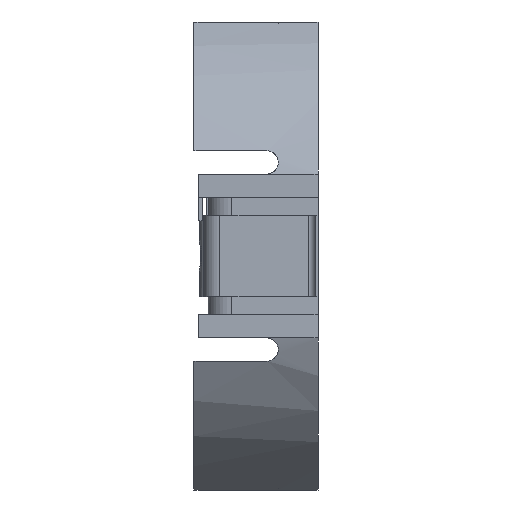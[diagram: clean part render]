
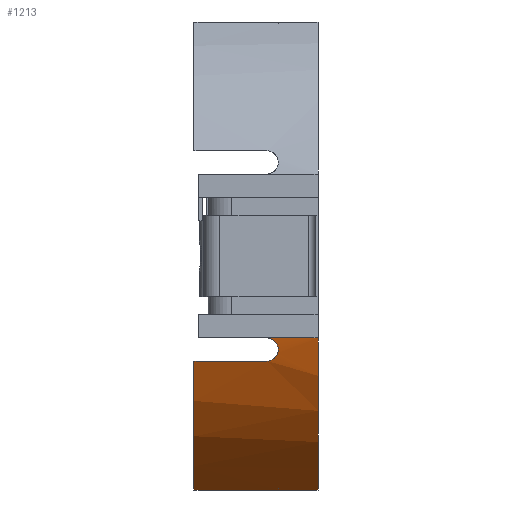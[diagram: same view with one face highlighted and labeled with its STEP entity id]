
A CAD part, left-side view. The second image highlights one B-rep face of the part: STEP entity #1213.
In plain terms, the highlighted cylindrical face has radius 11.2 mm (diameter 22.4 mm), a partial arc.
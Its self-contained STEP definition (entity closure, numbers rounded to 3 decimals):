
#474 = VERTEX_POINT ( 'NONE', #6568 ) ;
#476 = EDGE_CURVE ( 'NONE', #758, #474, #6567, .T. ) ;
#758 = VERTEX_POINT ( 'NONE', #7114 ) ;
#760 = EDGE_CURVE ( 'NONE', #761, #758, #7113, .T. ) ;
#761 = VERTEX_POINT ( 'NONE', #7108 ) ;
#780 = VERTEX_POINT ( 'NONE', #7085 ) ;
#831 = EDGE_CURVE ( 'NONE', #780, #761, #7473, .T. ) ;
#955 = EDGE_CURVE ( 'NONE', #956, #780, #6932, .T. ) ;
#956 = VERTEX_POINT ( 'NONE', #7563 ) ;
#1134 = VERTEX_POINT ( 'NONE', #3562 ) ;
#1135 = ORIENTED_EDGE ( 'NONE', *, *, #1152, .T. ) ;
#1136 = ORIENTED_EDGE ( 'NONE', *, *, #1148, .T. ) ;
#1145 = ORIENTED_EDGE ( 'NONE', *, *, #955, .T. ) ;
#1147 = ORIENTED_EDGE ( 'NONE', *, *, #831, .T. ) ;
#1148 = EDGE_CURVE ( 'NONE', #1379, #1134, #3550, .T. ) ;
#1149 = ORIENTED_EDGE ( 'NONE', *, *, #760, .T. ) ;
#1150 = ORIENTED_EDGE ( 'NONE', *, *, #476, .T. ) ;
#1152 = EDGE_CURVE ( 'NONE', #1134, #956, #3546, .T. ) ;
#1201 = ORIENTED_EDGE ( 'NONE', *, *, #1381, .T. ) ;
#1213 = ADVANCED_FACE ( 'NONE', ( #3455 ), #3454, .T. ) ;
#1214 = EDGE_LOOP ( 'NONE', ( #1136, #1135, #1145, #1147, #1149, #1150, #1201 ) ) ;
#1379 = VERTEX_POINT ( 'NONE', #1964 ) ;
#1381 = EDGE_CURVE ( 'NONE', #474, #1379, #1963, .T. ) ;
#1960 = DIRECTION ( 'NONE',  ( 0., -1., 0. ) ) ;
#1961 = VECTOR ( 'NONE', #1960, 1000. ) ;
#1962 = CARTESIAN_POINT ( 'NONE',  ( -5.044, 5.3, -10. ) ) ;
#1963 = LINE ( 'NONE', #1962, #1961 ) ;
#1964 = CARTESIAN_POINT ( 'NONE',  ( -5.044, 0., -10. ) ) ;
#3450 = DIRECTION ( 'NONE',  ( 0., 0., -1. ) ) ;
#3451 = DIRECTION ( 'NONE',  ( 0., -1., 0. ) ) ;
#3452 = CARTESIAN_POINT ( 'NONE',  ( 0., 5.3, 0. ) ) ;
#3453 = AXIS2_PLACEMENT_3D ( 'NONE', #3452, #3451, #3450 ) ;
#3454 = CYLINDRICAL_SURFACE ( 'NONE', #3453, 11.2 ) ;
#3455 = FACE_OUTER_BOUND ( 'NONE', #1214, .T. ) ;
#3543 = DIRECTION ( 'NONE',  ( 0., 1., 0. ) ) ;
#3544 = VECTOR ( 'NONE', #3543, 1000. ) ;
#3545 = CARTESIAN_POINT ( 'NONE',  ( -10.639, 5.1, -3.5 ) ) ;
#3546 = LINE ( 'NONE', #3545, #3544 ) ;
#3547 = DIRECTION ( 'NONE',  ( 0., 0., -1. ) ) ;
#3548 = DIRECTION ( 'NONE',  ( 0., 1., 0. ) ) ;
#3549 = AXIS2_PLACEMENT_3D ( 'NONE', #3554, #3548, #3547 ) ;
#3550 = CIRCLE ( 'NONE', #3549, 11.2 ) ;
#3554 = CARTESIAN_POINT ( 'NONE',  ( 0., 0., 0. ) ) ;
#3562 = CARTESIAN_POINT ( 'NONE',  ( -10.639, 0., -3.5 ) ) ;
#6564 = DIRECTION ( 'NONE',  ( 0., -1., 0. ) ) ;
#6565 = VECTOR ( 'NONE', #6564, 1000. ) ;
#6566 = CARTESIAN_POINT ( 'NONE',  ( -5.044, 5.3, -10. ) ) ;
#6567 = LINE ( 'NONE', #6566, #6565 ) ;
#6568 = CARTESIAN_POINT ( 'NONE',  ( -5.044, 1.7, -10. ) ) ;
#6932 = B_SPLINE_CURVE_WITH_KNOTS ( 'NONE', 3,
 ( #7536, #7572, #7571, #7570, #7569, #7568, #7567, #7566, #7565, #7564 ),
 .UNSPECIFIED., .F., .F.,
 ( 4, 2, 2, 2, 4 ),
 ( -0.001, 0., 0., 0., 0.001 ),
 .UNSPECIFIED. ) ;
#7085 = CARTESIAN_POINT ( 'NONE',  ( -10.256, 2.2, -4.5 ) ) ;
#7108 = CARTESIAN_POINT ( 'NONE',  ( -10.256, 5.3, -4.5 ) ) ;
#7109 = DIRECTION ( 'NONE',  ( 0., 0., -1. ) ) ;
#7110 = DIRECTION ( 'NONE',  ( 0., -1., 0. ) ) ;
#7111 = CARTESIAN_POINT ( 'NONE',  ( 0., 5.3, 0. ) ) ;
#7112 = AXIS2_PLACEMENT_3D ( 'NONE', #7111, #7110, #7109 ) ;
#7113 = CIRCLE ( 'NONE', #7112, 11.2 ) ;
#7114 = CARTESIAN_POINT ( 'NONE',  ( -5.044, 5.3, -10. ) ) ;
#7470 = DIRECTION ( 'NONE',  ( 0., 1., 0. ) ) ;
#7471 = VECTOR ( 'NONE', #7470, 1000. ) ;
#7472 = CARTESIAN_POINT ( 'NONE',  ( -10.256, 5.3, -4.5 ) ) ;
#7473 = LINE ( 'NONE', #7472, #7471 ) ;
#7536 = CARTESIAN_POINT ( 'NONE',  ( -10.639, 2.2, -3.5 ) ) ;
#7563 = CARTESIAN_POINT ( 'NONE',  ( -10.639, 2.2, -3.5 ) ) ;
#7564 = CARTESIAN_POINT ( 'NONE',  ( -10.256, 2.2, -4.5 ) ) ;
#7565 = CARTESIAN_POINT ( 'NONE',  ( -10.256, 2.063, -4.5 ) ) ;
#7566 = CARTESIAN_POINT ( 'NONE',  ( -10.282, 1.932, -4.442 ) ) ;
#7567 = CARTESIAN_POINT ( 'NONE',  ( -10.361, 1.751, -4.255 ) ) ;
#7568 = CARTESIAN_POINT ( 'NONE',  ( -10.411, 1.701, -4.131 ) ) ;
#7569 = CARTESIAN_POINT ( 'NONE',  ( -10.509, 1.699, -3.876 ) ) ;
#7570 = CARTESIAN_POINT ( 'NONE',  ( -10.555, 1.749, -3.748 ) ) ;
#7571 = CARTESIAN_POINT ( 'NONE',  ( -10.62, 1.93, -3.559 ) ) ;
#7572 = CARTESIAN_POINT ( 'NONE',  ( -10.639, 2.063, -3.5 ) ) ;
